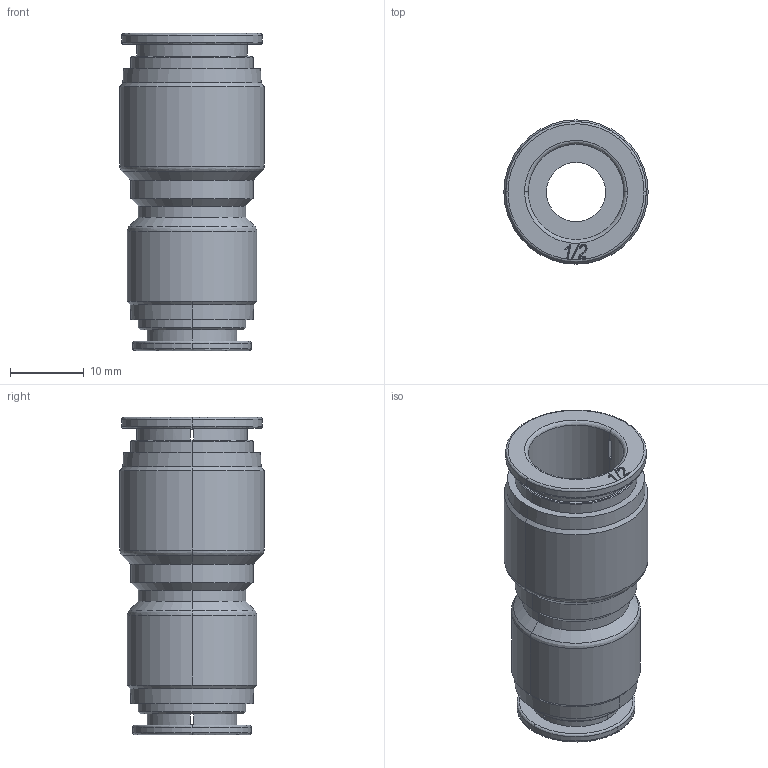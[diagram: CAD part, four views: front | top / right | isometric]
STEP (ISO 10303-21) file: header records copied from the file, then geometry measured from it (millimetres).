
FILE_DESCRIPTION (( 'STEP AP214' ), '1' );
FILE_NAME ('UR12-38-SS.step', '2018-03-13T19:30:24', ( '' ), ( '' ), 'SwSTEP 2.0', 'SolidWorks 2017', '' );
FILE_SCHEMA (( 'AUTOMOTIVE_DESIGN' ));
Length unit declared in the file: inch
Products named in the file (1): UR12-38-SS
Bounding box: 19.5 x 19.5 x 42.9 mm (x, y, z)
Volume: 5858.2 mm3; surface area: 4947 mm2
Topology: 1 solids, 1 shells, 168 faces, 438 edges, 282 vertices
Faces by surface type: bspline 66, plane 52, cylinder 28, cone 22
Entity records: 6405 total; most frequent: CARTESIAN_POINT 2584, ORIENTED_EDGE 876, DIRECTION 644, EDGE_CURVE 438, VERTEX_POINT 282, AXIS2_PLACEMENT_3D 233, EDGE_LOOP 188, LINE 178
